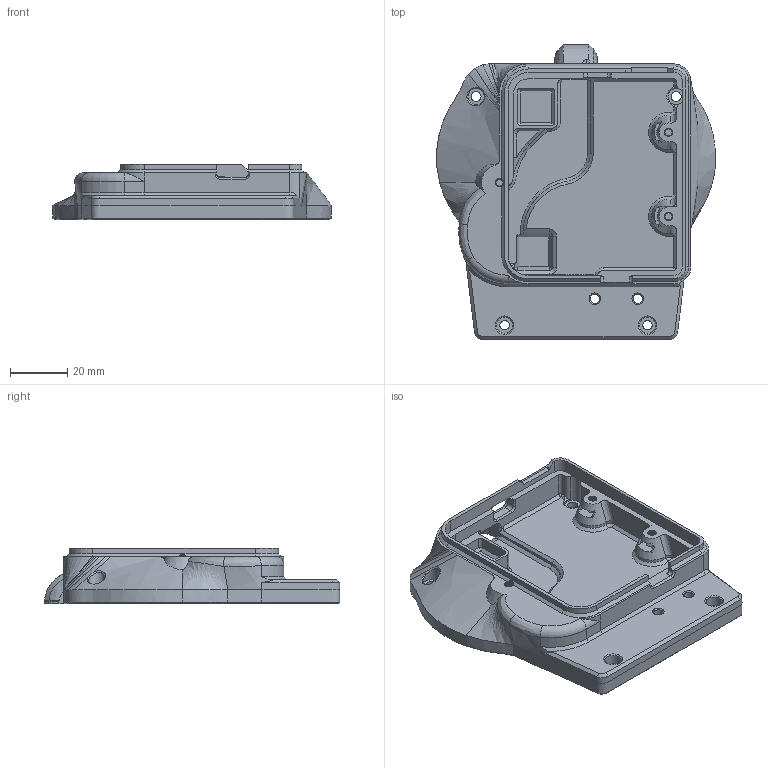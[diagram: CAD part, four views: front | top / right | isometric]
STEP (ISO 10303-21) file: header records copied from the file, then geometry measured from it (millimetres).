
FILE_DESCRIPTION(/* description */ ('','CAx-IF Rec.Pracs.---Representation and Presentation of Product Manufacturing Information (PMI)---4.0---2014-10-13'),/* implementation_level */ '2;1');
FILE_NAME(/* name */ 'OSSM v2 AIO PCB Backpack - Base.step',/* time_stamp */ '2024-12-20T17:43:14-05:00',/* author */ (''),/* organization */ (''),/* preprocessor_version */ 'ST-DEVELOPER v20',/* originating_system */ 'Autodesk Translation Framework v13.20.0.188',/* authorisation */ '');
FILE_SCHEMA (('AP242_MANAGED_MODEL_BASED_3D_ENGINEERING_MIM_LF { 1 0 10303 442 1 1 4 }'));
Length unit declared in the file: millimetre
Products named in the file (1): OSSM v2 AIO PCB Backpack - Base
Bounding box: 97.61 x 103.27 x 19.47 mm (x, y, z)
Volume: 66152.6 mm3; surface area: 27470.3 mm2
Topology: 1 solids, 1 shells, 630 faces, 1661 edges, 1048 vertices
Faces by surface type: plane 300, bspline 139, cylinder 120, cone 68, torus 3
Full cylindrical faces by diameter (mm): 2.529 x7, 3.086 x3, 3.3 x4, 3.5 x2, 3.6 x3, 5.7 x4
Entity records: 28529 total; most frequent: CARTESIAN_POINT 13915, ORIENTED_EDGE 3302, DIRECTION 2562, EDGE_CURVE 1651, VERTEX_POINT 1048, LINE 968, VECTOR 968, AXIS2_PLACEMENT_3D 797
